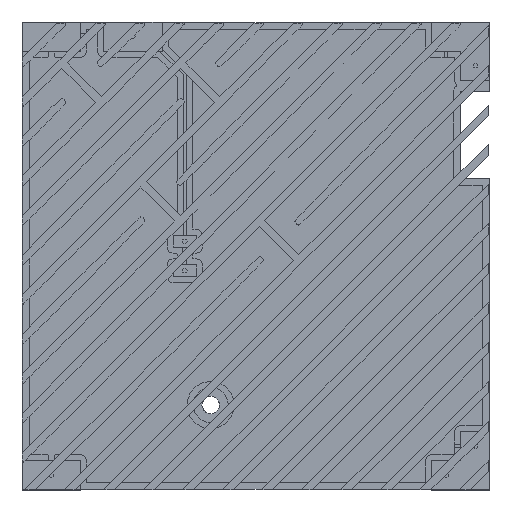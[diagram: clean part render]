
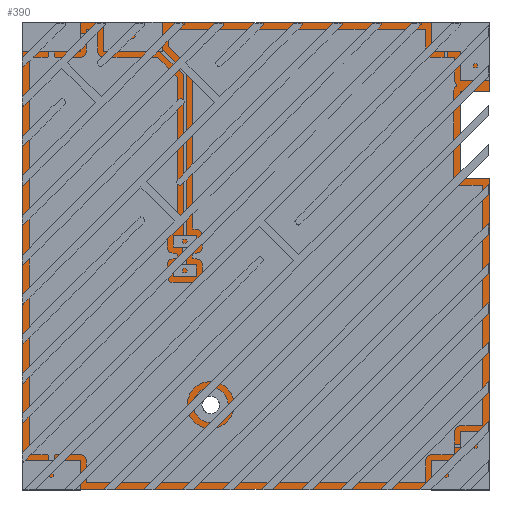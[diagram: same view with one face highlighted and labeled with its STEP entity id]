
A CAD part, top view. The second image highlights one B-rep face of the part: STEP entity #390.
In plain terms, the highlighted planar face has unit normal (0, 0, 1).
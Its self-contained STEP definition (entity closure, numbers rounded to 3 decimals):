
#114 = VERTEX_POINT('',#115);
#115 = CARTESIAN_POINT('',(215.,-75.,0.));
#132 = VERTEX_POINT('',#133);
#133 = CARTESIAN_POINT('',(215.,-80.9,0.));
#139 = EDGE_CURVE('',#114,#132,#140,.T.);
#140 = LINE('',#141,#142);
#141 = CARTESIAN_POINT('',(215.,-75.,0.));
#142 = VECTOR('',#143,1.);
#143 = DIRECTION('',(0.,-1.,0.));
#154 = VERTEX_POINT('',#155);
#155 = CARTESIAN_POINT('',(175.,-75.,0.));
#170 = EDGE_CURVE('',#154,#114,#171,.T.);
#171 = LINE('',#172,#173);
#172 = CARTESIAN_POINT('',(175.,-75.,0.));
#173 = VECTOR('',#174,1.);
#174 = DIRECTION('',(1.,0.,0.));
#194 = VERTEX_POINT('',#195);
#195 = CARTESIAN_POINT('',(212.5,-80.9,0.));
#201 = EDGE_CURVE('',#132,#194,#202,.T.);
#202 = LINE('',#203,#204);
#203 = CARTESIAN_POINT('',(215.,-80.9,0.));
#204 = VECTOR('',#205,1.);
#205 = DIRECTION('',(-1.,0.,0.));
#216 = VERTEX_POINT('',#217);
#217 = CARTESIAN_POINT('',(175.,-115.,0.));
#232 = EDGE_CURVE('',#216,#154,#233,.T.);
#233 = LINE('',#234,#235);
#234 = CARTESIAN_POINT('',(175.,-115.,0.));
#235 = VECTOR('',#236,1.);
#236 = DIRECTION('',(0.,1.,0.));
#256 = VERTEX_POINT('',#257);
#257 = CARTESIAN_POINT('',(212.5,-88.4,0.));
#263 = EDGE_CURVE('',#194,#256,#264,.T.);
#264 = LINE('',#265,#266);
#265 = CARTESIAN_POINT('',(212.5,-80.9,0.));
#266 = VECTOR('',#267,1.);
#267 = DIRECTION('',(0.,-1.,0.));
#278 = VERTEX_POINT('',#279);
#279 = CARTESIAN_POINT('',(215.,-115.,0.));
#294 = EDGE_CURVE('',#278,#216,#295,.T.);
#295 = LINE('',#296,#297);
#296 = CARTESIAN_POINT('',(215.,-115.,0.));
#297 = VECTOR('',#298,1.);
#298 = DIRECTION('',(-1.,0.,0.));
#318 = VERTEX_POINT('',#319);
#319 = CARTESIAN_POINT('',(215.,-88.4,0.));
#325 = EDGE_CURVE('',#256,#318,#326,.T.);
#326 = LINE('',#327,#328);
#327 = CARTESIAN_POINT('',(212.5,-88.4,0.));
#328 = VECTOR('',#329,1.);
#329 = DIRECTION('',(1.,0.,0.));
#347 = EDGE_CURVE('',#318,#278,#348,.T.);
#348 = LINE('',#349,#350);
#349 = CARTESIAN_POINT('',(215.,-88.4,0.));
#350 = VECTOR('',#351,1.);
#351 = DIRECTION('',(0.,-1.,0.));
#362 = VERTEX_POINT('',#363);
#363 = CARTESIAN_POINT('',(191.87,-107.77,0.));
#379 = EDGE_CURVE('',#362,#362,#380,.T.);
#380 = CIRCLE('',#381,0.75);
#381 = AXIS2_PLACEMENT_3D('',#382,#383,#384);
#382 = CARTESIAN_POINT('',(191.12,-107.77,0.));
#383 = DIRECTION('',(0.,0.,1.));
#384 = DIRECTION('',(1.,0.,-0.));
#390 = ADVANCED_FACE('',(#391,#401),#404,.F.);
#391 = FACE_BOUND('',#392,.F.);
#392 = EDGE_LOOP('',(#393,#394,#395,#396,#397,#398,#399,#400));
#393 = ORIENTED_EDGE('',*,*,#139,.T.);
#394 = ORIENTED_EDGE('',*,*,#201,.T.);
#395 = ORIENTED_EDGE('',*,*,#263,.T.);
#396 = ORIENTED_EDGE('',*,*,#325,.T.);
#397 = ORIENTED_EDGE('',*,*,#347,.T.);
#398 = ORIENTED_EDGE('',*,*,#294,.T.);
#399 = ORIENTED_EDGE('',*,*,#232,.T.);
#400 = ORIENTED_EDGE('',*,*,#170,.T.);
#401 = FACE_BOUND('',#402,.F.);
#402 = EDGE_LOOP('',(#403));
#403 = ORIENTED_EDGE('',*,*,#379,.T.);
#404 = PLANE('',#405);
#405 = AXIS2_PLACEMENT_3D('',#406,#407,#408);
#406 = CARTESIAN_POINT('',(195.455,-94.686,0.));
#407 = DIRECTION('',(-0.,-0.,-1.));
#408 = DIRECTION('',(-1.,0.,0.));
